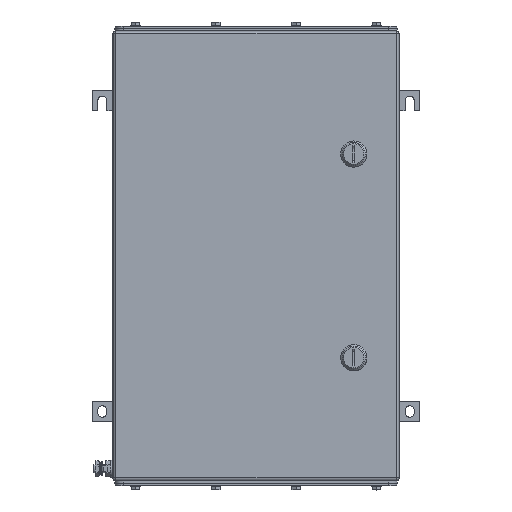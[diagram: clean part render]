
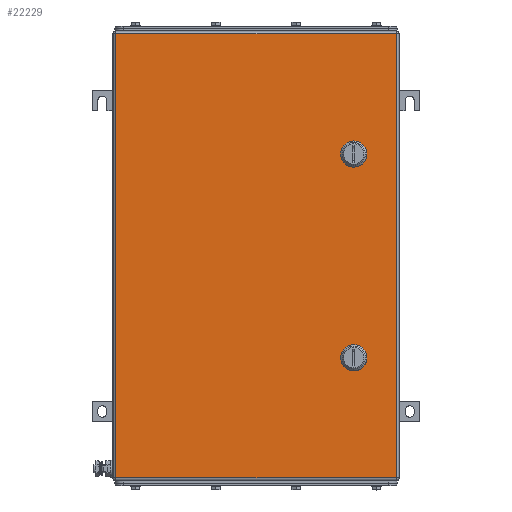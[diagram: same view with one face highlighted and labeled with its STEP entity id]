
A CAD part, top view. The second image highlights one B-rep face of the part: STEP entity #22229.
In plain terms, the highlighted planar face has unit normal (0, 0, 1).
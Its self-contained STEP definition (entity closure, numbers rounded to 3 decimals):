
#22043=AXIS2_PLACEMENT_3D('Circle Axis2P3D',#22041,#22042,$) ;
#22070=AXIS2_PLACEMENT_3D('Plane Axis2P3D',#22067,#22068,#22069) ;
#22115=AXIS2_PLACEMENT_3D('Circle Axis2P3D',#22113,#22114,$) ;
#22129=AXIS2_PLACEMENT_3D('Circle Axis2P3D',#22127,#22128,$) ;
#22143=AXIS2_PLACEMENT_3D('Circle Axis2P3D',#22141,#22142,$) ;
#22165=AXIS2_PLACEMENT_3D('Circle Axis2P3D',#22163,#22164,$) ;
#22181=AXIS2_PLACEMENT_3D('Circle Axis2P3D',#22179,#22180,$) ;
#22195=AXIS2_PLACEMENT_3D('Circle Axis2P3D',#22193,#22194,$) ;
#22209=AXIS2_PLACEMENT_3D('Circle Axis2P3D',#22207,#22208,$) ;
#22038=CARTESIAN_POINT('Vertex',(325.056,400.45,153.5)) ;
#22041=CARTESIAN_POINT('Axis2P3D Location',(320.,410.5,153.5)) ;
#22045=CARTESIAN_POINT('Vertex',(330.05,405.444,153.5)) ;
#22067=CARTESIAN_POINT('Axis2P3D Location',(200.5,286.,153.5)) ;
#22072=CARTESIAN_POINT('Line Origine',(200.5,557.5,153.5)) ;
#22076=CARTESIAN_POINT('Vertex',(372.,557.5,153.5)) ;
#22078=CARTESIAN_POINT('Vertex',(29.,557.5,153.5)) ;
#22081=CARTESIAN_POINT('Line Origine',(29.,286.,153.5)) ;
#22085=CARTESIAN_POINT('Vertex',(29.,14.5,153.5)) ;
#22088=CARTESIAN_POINT('Line Origine',(200.5,14.5,153.5)) ;
#22092=CARTESIAN_POINT('Vertex',(372.,14.5,153.5)) ;
#22095=CARTESIAN_POINT('Line Origine',(372.,286.,153.5)) ;
#22106=CARTESIAN_POINT('Line Origine',(320.,400.45,153.5)) ;
#22110=CARTESIAN_POINT('Vertex',(314.944,400.45,153.5)) ;
#22113=CARTESIAN_POINT('Axis2P3D Location',(320.,410.5,153.5)) ;
#22117=CARTESIAN_POINT('Vertex',(309.95,405.444,153.5)) ;
#22120=CARTESIAN_POINT('Line Origine',(309.95,410.5,153.5)) ;
#22124=CARTESIAN_POINT('Vertex',(309.95,415.556,153.5)) ;
#22127=CARTESIAN_POINT('Axis2P3D Location',(320.,410.5,153.5)) ;
#22131=CARTESIAN_POINT('Vertex',(314.944,420.55,153.5)) ;
#22134=CARTESIAN_POINT('Line Origine',(320.,420.55,153.5)) ;
#22138=CARTESIAN_POINT('Vertex',(325.056,420.55,153.5)) ;
#22141=CARTESIAN_POINT('Axis2P3D Location',(320.,410.5,153.5)) ;
#22145=CARTESIAN_POINT('Vertex',(330.05,415.556,153.5)) ;
#22148=CARTESIAN_POINT('Line Origine',(330.05,410.5,153.5)) ;
#22163=CARTESIAN_POINT('Axis2P3D Location',(320.,161.5,153.5)) ;
#22167=CARTESIAN_POINT('Vertex',(325.056,151.45,153.5)) ;
#22169=CARTESIAN_POINT('Vertex',(330.05,156.444,153.5)) ;
#22172=CARTESIAN_POINT('Line Origine',(320.,151.45,153.5)) ;
#22176=CARTESIAN_POINT('Vertex',(314.944,151.45,153.5)) ;
#22179=CARTESIAN_POINT('Axis2P3D Location',(320.,161.5,153.5)) ;
#22183=CARTESIAN_POINT('Vertex',(309.95,156.444,153.5)) ;
#22186=CARTESIAN_POINT('Line Origine',(309.95,161.5,153.5)) ;
#22190=CARTESIAN_POINT('Vertex',(309.95,166.556,153.5)) ;
#22193=CARTESIAN_POINT('Axis2P3D Location',(320.,161.5,153.5)) ;
#22197=CARTESIAN_POINT('Vertex',(314.944,171.55,153.5)) ;
#22200=CARTESIAN_POINT('Line Origine',(320.,171.55,153.5)) ;
#22204=CARTESIAN_POINT('Vertex',(325.056,171.55,153.5)) ;
#22207=CARTESIAN_POINT('Axis2P3D Location',(320.,161.5,153.5)) ;
#22211=CARTESIAN_POINT('Vertex',(330.05,166.556,153.5)) ;
#22214=CARTESIAN_POINT('Line Origine',(330.05,161.5,153.5)) ;
#22042=DIRECTION('Axis2P3D Direction',(0.,0.,1.)) ;
#22068=DIRECTION('Axis2P3D Direction',(0.,0.,1.)) ;
#22069=DIRECTION('Axis2P3D XDirection',(1.,0.,0.)) ;
#22073=DIRECTION('Vector Direction',(1.,0.,0.)) ;
#22082=DIRECTION('Vector Direction',(0.,-1.,0.)) ;
#22089=DIRECTION('Vector Direction',(1.,0.,0.)) ;
#22096=DIRECTION('Vector Direction',(0.,1.,0.)) ;
#22107=DIRECTION('Vector Direction',(1.,0.,0.)) ;
#22114=DIRECTION('Axis2P3D Direction',(0.,0.,1.)) ;
#22121=DIRECTION('Vector Direction',(0.,1.,0.)) ;
#22128=DIRECTION('Axis2P3D Direction',(0.,0.,1.)) ;
#22135=DIRECTION('Vector Direction',(1.,0.,0.)) ;
#22142=DIRECTION('Axis2P3D Direction',(0.,0.,1.)) ;
#22149=DIRECTION('Vector Direction',(0.,-1.,0.)) ;
#22164=DIRECTION('Axis2P3D Direction',(0.,0.,1.)) ;
#22173=DIRECTION('Vector Direction',(1.,0.,0.)) ;
#22180=DIRECTION('Axis2P3D Direction',(0.,0.,1.)) ;
#22187=DIRECTION('Vector Direction',(0.,1.,0.)) ;
#22194=DIRECTION('Axis2P3D Direction',(0.,0.,1.)) ;
#22201=DIRECTION('Vector Direction',(1.,0.,0.)) ;
#22208=DIRECTION('Axis2P3D Direction',(0.,0.,1.)) ;
#22215=DIRECTION('Vector Direction',(0.,-1.,0.)) ;
#22074=VECTOR('Line Direction',#22073,1.) ;
#22083=VECTOR('Line Direction',#22082,1.) ;
#22090=VECTOR('Line Direction',#22089,1.) ;
#22097=VECTOR('Line Direction',#22096,1.) ;
#22108=VECTOR('Line Direction',#22107,1.) ;
#22122=VECTOR('Line Direction',#22121,1.) ;
#22136=VECTOR('Line Direction',#22135,1.) ;
#22150=VECTOR('Line Direction',#22149,1.) ;
#22174=VECTOR('Line Direction',#22173,1.) ;
#22188=VECTOR('Line Direction',#22187,1.) ;
#22202=VECTOR('Line Direction',#22201,1.) ;
#22216=VECTOR('Line Direction',#22215,1.) ;
#22101=ORIENTED_EDGE('',*,*,#22080,.T.) ;
#22102=ORIENTED_EDGE('',*,*,#22087,.T.) ;
#22103=ORIENTED_EDGE('',*,*,#22094,.T.) ;
#22104=ORIENTED_EDGE('',*,*,#22099,.T.) ;
#22154=ORIENTED_EDGE('',*,*,#22112,.F.) ;
#22155=ORIENTED_EDGE('',*,*,#22119,.F.) ;
#22156=ORIENTED_EDGE('',*,*,#22126,.T.) ;
#22157=ORIENTED_EDGE('',*,*,#22133,.F.) ;
#22158=ORIENTED_EDGE('',*,*,#22140,.T.) ;
#22159=ORIENTED_EDGE('',*,*,#22147,.F.) ;
#22160=ORIENTED_EDGE('',*,*,#22152,.T.) ;
#22161=ORIENTED_EDGE('',*,*,#22047,.F.) ;
#22220=ORIENTED_EDGE('',*,*,#22171,.F.) ;
#22221=ORIENTED_EDGE('',*,*,#22178,.F.) ;
#22222=ORIENTED_EDGE('',*,*,#22185,.F.) ;
#22223=ORIENTED_EDGE('',*,*,#22192,.T.) ;
#22224=ORIENTED_EDGE('',*,*,#22199,.F.) ;
#22225=ORIENTED_EDGE('',*,*,#22206,.T.) ;
#22226=ORIENTED_EDGE('',*,*,#22213,.F.) ;
#22227=ORIENTED_EDGE('',*,*,#22218,.T.) ;
#22162=FACE_BOUND('',#22153,.T.) ;
#22228=FACE_BOUND('',#22219,.T.) ;
#22229=ADVANCED_FACE('ZUB_KTB_QL_553515_2GP_AllCATPart.1\\ZUB_DE_KTB_QL.1\\DE_KTB_MH_PART_MASTER.1\\Koerper.2',(#22105,#22162,#22228),#22071,.T.) ;
#22044=CIRCLE('generated circle',#22043,11.25) ;
#22116=CIRCLE('generated circle',#22115,11.25) ;
#22130=CIRCLE('generated circle',#22129,11.25) ;
#22144=CIRCLE('generated circle',#22143,11.25) ;
#22166=CIRCLE('generated circle',#22165,11.25) ;
#22182=CIRCLE('generated circle',#22181,11.25) ;
#22196=CIRCLE('generated circle',#22195,11.25) ;
#22210=CIRCLE('generated circle',#22209,11.25) ;
#22047=EDGE_CURVE('',#22039,#22046,#22044,.T.) ;
#22080=EDGE_CURVE('',#22077,#22079,#22075,.F.) ;
#22087=EDGE_CURVE('',#22079,#22086,#22084,.T.) ;
#22094=EDGE_CURVE('',#22086,#22093,#22091,.T.) ;
#22099=EDGE_CURVE('',#22093,#22077,#22098,.T.) ;
#22112=EDGE_CURVE('',#22111,#22039,#22109,.T.) ;
#22119=EDGE_CURVE('',#22118,#22111,#22116,.T.) ;
#22126=EDGE_CURVE('',#22118,#22125,#22123,.T.) ;
#22133=EDGE_CURVE('',#22132,#22125,#22130,.T.) ;
#22140=EDGE_CURVE('',#22132,#22139,#22137,.T.) ;
#22147=EDGE_CURVE('',#22146,#22139,#22144,.T.) ;
#22152=EDGE_CURVE('',#22146,#22046,#22151,.T.) ;
#22171=EDGE_CURVE('',#22168,#22170,#22166,.T.) ;
#22178=EDGE_CURVE('',#22177,#22168,#22175,.T.) ;
#22185=EDGE_CURVE('',#22184,#22177,#22182,.T.) ;
#22192=EDGE_CURVE('',#22184,#22191,#22189,.T.) ;
#22199=EDGE_CURVE('',#22198,#22191,#22196,.T.) ;
#22206=EDGE_CURVE('',#22198,#22205,#22203,.T.) ;
#22213=EDGE_CURVE('',#22212,#22205,#22210,.T.) ;
#22218=EDGE_CURVE('',#22212,#22170,#22217,.T.) ;
#22100=EDGE_LOOP('',(#22101,#22102,#22103,#22104)) ;
#22153=EDGE_LOOP('',(#22154,#22155,#22156,#22157,#22158,#22159,#22160,#22161)) ;
#22219=EDGE_LOOP('',(#22220,#22221,#22222,#22223,#22224,#22225,#22226,#22227)) ;
#22105=FACE_OUTER_BOUND('',#22100,.T.) ;
#22075=LINE('Line',#22072,#22074) ;
#22084=LINE('Line',#22081,#22083) ;
#22091=LINE('Line',#22088,#22090) ;
#22098=LINE('Line',#22095,#22097) ;
#22109=LINE('Line',#22106,#22108) ;
#22123=LINE('Line',#22120,#22122) ;
#22137=LINE('Line',#22134,#22136) ;
#22151=LINE('Line',#22148,#22150) ;
#22175=LINE('Line',#22172,#22174) ;
#22189=LINE('Line',#22186,#22188) ;
#22203=LINE('Line',#22200,#22202) ;
#22217=LINE('Line',#22214,#22216) ;
#22071=PLANE('',#22070) ;
#22039=VERTEX_POINT('',#22038) ;
#22046=VERTEX_POINT('',#22045) ;
#22077=VERTEX_POINT('',#22076) ;
#22079=VERTEX_POINT('',#22078) ;
#22086=VERTEX_POINT('',#22085) ;
#22093=VERTEX_POINT('',#22092) ;
#22111=VERTEX_POINT('',#22110) ;
#22118=VERTEX_POINT('',#22117) ;
#22125=VERTEX_POINT('',#22124) ;
#22132=VERTEX_POINT('',#22131) ;
#22139=VERTEX_POINT('',#22138) ;
#22146=VERTEX_POINT('',#22145) ;
#22168=VERTEX_POINT('',#22167) ;
#22170=VERTEX_POINT('',#22169) ;
#22177=VERTEX_POINT('',#22176) ;
#22184=VERTEX_POINT('',#22183) ;
#22191=VERTEX_POINT('',#22190) ;
#22198=VERTEX_POINT('',#22197) ;
#22205=VERTEX_POINT('',#22204) ;
#22212=VERTEX_POINT('',#22211) ;
